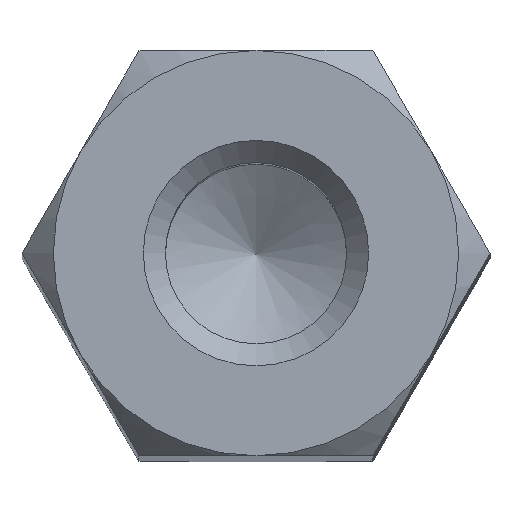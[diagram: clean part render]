
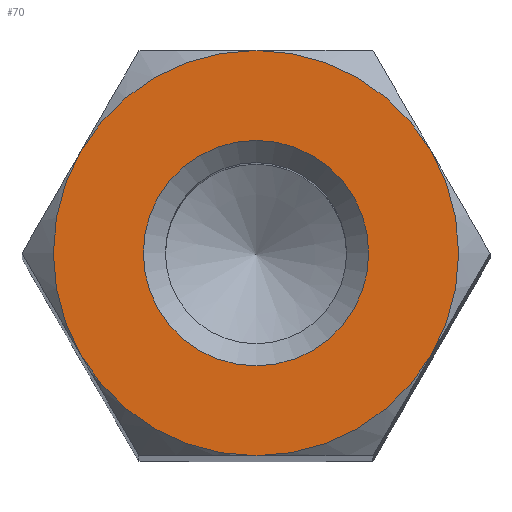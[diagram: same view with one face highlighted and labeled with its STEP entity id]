
A CAD part, top view. The second image highlights one B-rep face of the part: STEP entity #70.
In plain terms, the highlighted planar face has unit normal (0, 0, 1).
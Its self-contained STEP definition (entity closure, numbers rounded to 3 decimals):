
#70 = ADVANCED_FACE( '', ( #155, #156 ), #157, .T. );
#155 = FACE_BOUND( '', #256, .T. );
#156 = FACE_OUTER_BOUND( '', #257, .T. );
#157 = PLANE( '', #258 );
#256 = EDGE_LOOP( '', ( #387 ) );
#257 = EDGE_LOOP( '', ( #388, #389, #390, #391, #392, #393 ) );
#258 = AXIS2_PLACEMENT_3D( '', #394, #395, #396 );
#387 = ORIENTED_EDGE( '', *, *, #569, .T. );
#388 = ORIENTED_EDGE( '', *, *, #570, .F. );
#389 = ORIENTED_EDGE( '', *, *, #566, .F. );
#390 = ORIENTED_EDGE( '', *, *, #535, .F. );
#391 = ORIENTED_EDGE( '', *, *, #571, .T. );
#392 = ORIENTED_EDGE( '', *, *, #559, .F. );
#393 = ORIENTED_EDGE( '', *, *, #572, .F. );
#394 = CARTESIAN_POINT( '', ( 0., 0., 22.5 ) );
#395 = DIRECTION( '', ( 0., 0., 1. ) );
#396 = DIRECTION( '', ( 1., 0., 0. ) );
#535 = EDGE_CURVE( '', #615, #616, #617, .F. );
#559 = EDGE_CURVE( '', #654, #649, #655, .F. );
#566 = EDGE_CURVE( '', #616, #665, #666, .F. );
#569 = EDGE_CURVE( '', #669, #669, #670, .T. );
#570 = EDGE_CURVE( '', #665, #671, #672, .F. );
#571 = EDGE_CURVE( '', #615, #649, #673, .T. );
#572 = EDGE_CURVE( '', #671, #654, #674, .F. );
#615 = VERTEX_POINT( '', #725 );
#616 = VERTEX_POINT( '', #726 );
#617 = CIRCLE( '', #727, 2.75 );
#649 = VERTEX_POINT( '', #809 );
#654 = VERTEX_POINT( '', #831 );
#655 = CIRCLE( '', #832, 2.75 );
#665 = VERTEX_POINT( '', #852 );
#666 = CIRCLE( '', #853, 2.75 );
#669 = VERTEX_POINT( '', #863 );
#670 = CIRCLE( '', #864, 1.53 );
#671 = VERTEX_POINT( '', #865 );
#672 = CIRCLE( '', #866, 2.75 );
#673 = CIRCLE( '', #867, 2.75 );
#674 = CIRCLE( '', #868, 2.75 );
#725 = CARTESIAN_POINT( '', ( 0., 2.75, 22.5 ) );
#726 = CARTESIAN_POINT( '', ( 2.382, 1.375, 22.5 ) );
#727 = AXIS2_PLACEMENT_3D( '', #992, #993, #994 );
#809 = CARTESIAN_POINT( '', ( -2.382, 1.375, 22.5 ) );
#831 = CARTESIAN_POINT( '', ( -2.382, -1.375, 22.5 ) );
#832 = AXIS2_PLACEMENT_3D( '', #1010, #1011, #1012 );
#852 = CARTESIAN_POINT( '', ( 2.382, -1.375, 22.5 ) );
#853 = AXIS2_PLACEMENT_3D( '', #1019, #1020, #1021 );
#863 = CARTESIAN_POINT( '', ( 0., 1.53, 22.5 ) );
#864 = AXIS2_PLACEMENT_3D( '', #1022, #1023, #1024 );
#865 = CARTESIAN_POINT( '', ( 0., -2.75, 22.5 ) );
#866 = AXIS2_PLACEMENT_3D( '', #1025, #1026, #1027 );
#867 = AXIS2_PLACEMENT_3D( '', #1028, #1029, #1030 );
#868 = AXIS2_PLACEMENT_3D( '', #1031, #1032, #1033 );
#992 = CARTESIAN_POINT( '', ( 0., 0., 22.5 ) );
#993 = DIRECTION( '', ( 0., 0., 1. ) );
#994 = DIRECTION( '', ( 1., 0., 0. ) );
#1010 = CARTESIAN_POINT( '', ( 0., 0., 22.5 ) );
#1011 = DIRECTION( '', ( 0., 0., 1. ) );
#1012 = DIRECTION( '', ( 1., 0., 0. ) );
#1019 = CARTESIAN_POINT( '', ( 0., 0., 22.5 ) );
#1020 = DIRECTION( '', ( 0., 0., 1. ) );
#1021 = DIRECTION( '', ( 1., 0., 0. ) );
#1022 = CARTESIAN_POINT( '', ( 0., 0., 22.5 ) );
#1023 = DIRECTION( '', ( 0., 0., -1. ) );
#1024 = DIRECTION( '', ( 0., 1., 0. ) );
#1025 = CARTESIAN_POINT( '', ( 0., 0., 22.5 ) );
#1026 = DIRECTION( '', ( 0., 0., 1. ) );
#1027 = DIRECTION( '', ( 1., 0., 0. ) );
#1028 = CARTESIAN_POINT( '', ( 0., 0., 22.5 ) );
#1029 = DIRECTION( '', ( 0., 0., 1. ) );
#1030 = DIRECTION( '', ( 1., 0., 0. ) );
#1031 = CARTESIAN_POINT( '', ( 0., 0., 22.5 ) );
#1032 = DIRECTION( '', ( 0., 0., 1. ) );
#1033 = DIRECTION( '', ( 1., 0., 0. ) );
